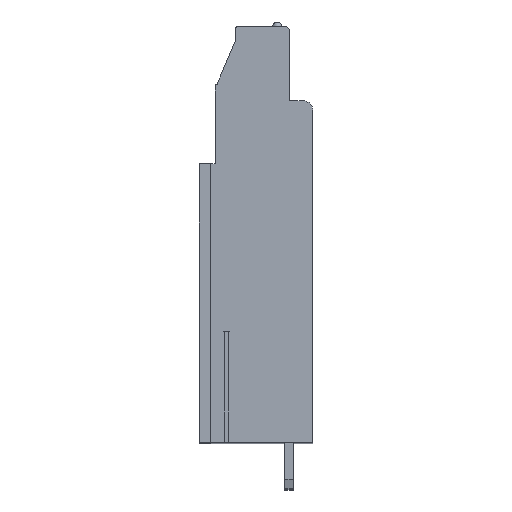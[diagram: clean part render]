
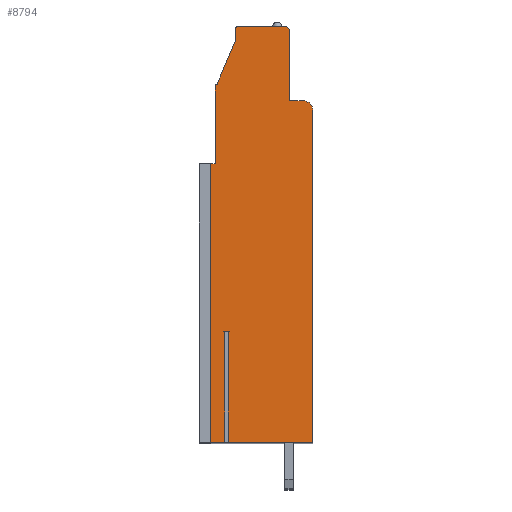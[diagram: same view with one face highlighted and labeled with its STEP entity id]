
A CAD part, top view. The second image highlights one B-rep face of the part: STEP entity #8794.
In plain terms, the highlighted planar face has unit normal (0, 0, 1).
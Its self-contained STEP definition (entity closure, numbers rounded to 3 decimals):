
#13=DIRECTION('',(0.,1.,0.));
#14=VECTOR('',#13,30.);
#15=CARTESIAN_POINT('',(-5.16,-17.199,83.82));
#16=LINE('',#15,#14);
#17=DIRECTION('',(-1.,0.,0.));
#18=VECTOR('',#17,0.5);
#19=CARTESIAN_POINT('',(-4.66,12.801,83.82));
#20=LINE('',#19,#18);
#21=DIRECTION('',(0.,-1.,0.));
#22=VECTOR('',#21,8.4);
#23=CARTESIAN_POINT('',(-4.66,21.201,83.82));
#24=LINE('',#23,#22);
#25=CARTESIAN_POINT('',(-4.46,21.201,83.82));
#26=DIRECTION('',(0.,0.,1.));
#27=DIRECTION('',(0.,1.,0.));
#28=AXIS2_PLACEMENT_3D('',#25,#26,#27);
#30=DIRECTION('',(-0.392,-0.92,0.));
#31=VECTOR('',#30,5.108);
#32=CARTESIAN_POINT('',(-2.46,26.101,83.82));
#33=LINE('',#32,#31);
#34=DIRECTION('',(0.,-1.,0.));
#35=VECTOR('',#34,1.2);
#36=CARTESIAN_POINT('',(-2.46,27.301,83.82));
#37=LINE('',#36,#35);
#38=CARTESIAN_POINT('',(-2.16,27.301,83.82));
#39=DIRECTION('',(0.,0.,1.));
#40=DIRECTION('',(0.,1.,0.));
#41=AXIS2_PLACEMENT_3D('',#38,#39,#40);
#43=DIRECTION('',(-1.,0.,0.));
#44=VECTOR('',#43,5.);
#45=CARTESIAN_POINT('',(2.84,27.601,83.82));
#46=LINE('',#45,#44);
#47=CARTESIAN_POINT('',(2.84,27.101,83.82));
#48=DIRECTION('',(0.,0.,1.));
#49=DIRECTION('',(1.,0.,0.));
#50=AXIS2_PLACEMENT_3D('',#47,#48,#49);
#52=DIRECTION('',(0.,1.,0.));
#53=VECTOR('',#52,7.5);
#54=CARTESIAN_POINT('',(3.34,19.601,83.82));
#55=LINE('',#54,#53);
#56=DIRECTION('',(-1.,0.,0.));
#57=VECTOR('',#56,1.5);
#58=CARTESIAN_POINT('',(4.84,19.601,83.82));
#59=LINE('',#58,#57);
#60=CARTESIAN_POINT('',(4.84,18.601,83.82));
#61=DIRECTION('',(0.,0.,1.));
#62=DIRECTION('',(1.,0.,0.));
#63=AXIS2_PLACEMENT_3D('',#60,#61,#62);
#65=DIRECTION('',(0.,1.,0.));
#66=VECTOR('',#65,35.8);
#67=CARTESIAN_POINT('',(5.84,-17.199,83.82));
#68=LINE('',#67,#66);
#69=DIRECTION('',(1.,0.,0.));
#70=VECTOR('',#69,9.11);
#71=CARTESIAN_POINT('',(-3.27,-17.199,83.82));
#72=LINE('',#71,#70);
#73=DIRECTION('',(0.,1.,0.));
#74=VECTOR('',#73,11.95);
#75=CARTESIAN_POINT('',(-3.27,-17.199,83.82));
#76=LINE('',#75,#74);
#77=DIRECTION('',(-1.,0.,0.));
#78=VECTOR('',#77,0.38);
#79=CARTESIAN_POINT('',(-3.27,-5.249,83.82));
#80=LINE('',#79,#78);
#81=DIRECTION('',(0.,1.,0.));
#82=VECTOR('',#81,11.95);
#83=CARTESIAN_POINT('',(-3.65,-17.199,83.82));
#84=LINE('',#83,#82);
#85=DIRECTION('',(1.,0.,0.));
#86=VECTOR('',#85,1.51);
#87=CARTESIAN_POINT('',(-5.16,-17.199,83.82));
#88=LINE('',#87,#86);
#6747=CARTESIAN_POINT('',(5.84,-17.199,83.82));
#6748=CARTESIAN_POINT('',(5.84,18.601,83.82));
#6749=VERTEX_POINT('',#6747);
#6750=VERTEX_POINT('',#6748);
#6751=CARTESIAN_POINT('',(4.84,19.601,83.82));
#6752=VERTEX_POINT('',#6751);
#6753=CARTESIAN_POINT('',(3.34,19.601,83.82));
#6754=VERTEX_POINT('',#6753);
#6755=CARTESIAN_POINT('',(3.34,27.101,83.82));
#6756=VERTEX_POINT('',#6755);
#6757=CARTESIAN_POINT('',(2.84,27.601,83.82));
#6758=VERTEX_POINT('',#6757);
#6759=CARTESIAN_POINT('',(-2.16,27.601,83.82));
#6760=VERTEX_POINT('',#6759);
#6761=CARTESIAN_POINT('',(-2.46,27.301,83.82));
#6762=VERTEX_POINT('',#6761);
#6763=CARTESIAN_POINT('',(-2.46,26.101,83.82));
#6764=VERTEX_POINT('',#6763);
#6765=CARTESIAN_POINT('',(-4.46,21.401,83.82));
#6766=VERTEX_POINT('',#6765);
#6767=CARTESIAN_POINT('',(-4.66,21.201,83.82));
#6768=VERTEX_POINT('',#6767);
#6769=CARTESIAN_POINT('',(-4.66,12.801,83.82));
#6770=VERTEX_POINT('',#6769);
#6883=CARTESIAN_POINT('',(-3.27,-5.249,83.82));
#6884=CARTESIAN_POINT('',(-3.65,-5.249,83.82));
#6885=VERTEX_POINT('',#6883);
#6886=VERTEX_POINT('',#6884);
#6887=CARTESIAN_POINT('',(-3.27,-17.199,83.82));
#6888=VERTEX_POINT('',#6887);
#6889=CARTESIAN_POINT('',(-3.65,-17.199,83.82));
#6890=VERTEX_POINT('',#6889);
#6899=CARTESIAN_POINT('',(-5.16,-17.199,83.82));
#6900=CARTESIAN_POINT('',(-5.16,12.801,83.82));
#6901=VERTEX_POINT('',#6899);
#6902=VERTEX_POINT('',#6900);
#8751=CARTESIAN_POINT('',(0.,0.,83.82));
#8752=DIRECTION('',(0.,0.,1.));
#8753=DIRECTION('',(1.,0.,0.));
#8754=AXIS2_PLACEMENT_3D('',#8751,#8752,#8753);
#8755=PLANE('',#8754);
#8757=ORIENTED_EDGE('',*,*,#8756,.T.);
#8759=ORIENTED_EDGE('',*,*,#8758,.F.);
#8761=ORIENTED_EDGE('',*,*,#8760,.F.);
#8763=ORIENTED_EDGE('',*,*,#8762,.F.);
#8765=ORIENTED_EDGE('',*,*,#8764,.F.);
#8767=ORIENTED_EDGE('',*,*,#8766,.F.);
#8769=ORIENTED_EDGE('',*,*,#8768,.F.);
#8771=ORIENTED_EDGE('',*,*,#8770,.F.);
#8773=ORIENTED_EDGE('',*,*,#8772,.F.);
#8775=ORIENTED_EDGE('',*,*,#8774,.F.);
#8777=ORIENTED_EDGE('',*,*,#8776,.F.);
#8779=ORIENTED_EDGE('',*,*,#8778,.F.);
#8781=ORIENTED_EDGE('',*,*,#8780,.F.);
#8783=ORIENTED_EDGE('',*,*,#8782,.F.);
#8785=ORIENTED_EDGE('',*,*,#8784,.T.);
#8787=ORIENTED_EDGE('',*,*,#8786,.T.);
#8789=ORIENTED_EDGE('',*,*,#8788,.F.);
#8791=ORIENTED_EDGE('',*,*,#8790,.F.);
#8792=EDGE_LOOP('',(#8757,#8759,#8761,#8763,#8765,#8767,#8769,#8771,#8773,#8775,
#8777,#8779,#8781,#8783,#8785,#8787,#8789,#8791));
#8793=FACE_OUTER_BOUND('',#8792,.F.);
#29=CIRCLE('',#28,0.2);
#42=CIRCLE('',#41,0.3);
#51=CIRCLE('',#50,0.5);
#64=CIRCLE('',#63,1.);
#8756=EDGE_CURVE('',#6901,#6902,#16,.T.);
#8758=EDGE_CURVE('',#6770,#6902,#20,.T.);
#8760=EDGE_CURVE('',#6768,#6770,#24,.T.);
#8762=EDGE_CURVE('',#6766,#6768,#29,.T.);
#8764=EDGE_CURVE('',#6764,#6766,#33,.T.);
#8766=EDGE_CURVE('',#6762,#6764,#37,.T.);
#8768=EDGE_CURVE('',#6760,#6762,#42,.T.);
#8770=EDGE_CURVE('',#6758,#6760,#46,.T.);
#8772=EDGE_CURVE('',#6756,#6758,#51,.T.);
#8774=EDGE_CURVE('',#6754,#6756,#55,.T.);
#8776=EDGE_CURVE('',#6752,#6754,#59,.T.);
#8778=EDGE_CURVE('',#6750,#6752,#64,.T.);
#8780=EDGE_CURVE('',#6749,#6750,#68,.T.);
#8782=EDGE_CURVE('',#6888,#6749,#72,.T.);
#8784=EDGE_CURVE('',#6888,#6885,#76,.T.);
#8786=EDGE_CURVE('',#6885,#6886,#80,.T.);
#8788=EDGE_CURVE('',#6890,#6886,#84,.T.);
#8790=EDGE_CURVE('',#6901,#6890,#88,.T.);
#8794=ADVANCED_FACE('',(#8793),#8755,.T.);
